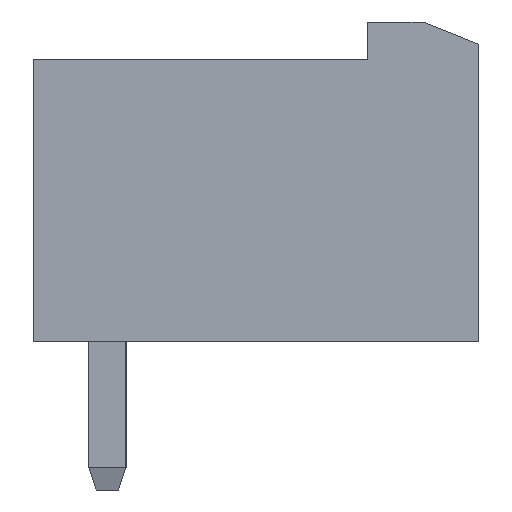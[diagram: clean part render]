
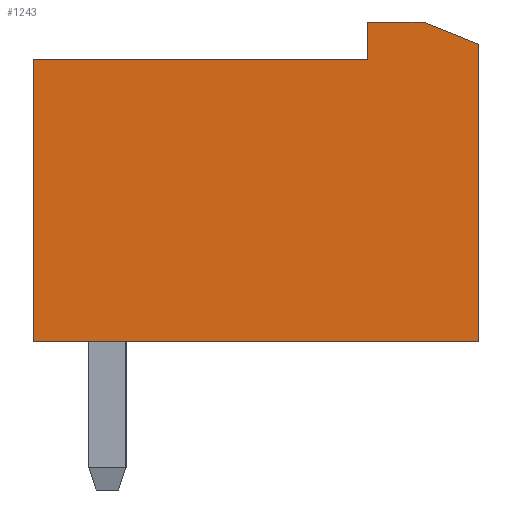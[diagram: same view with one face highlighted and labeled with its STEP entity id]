
A CAD part, left-side view. The second image highlights one B-rep face of the part: STEP entity #1243.
In plain terms, the highlighted planar face has unit normal (-1, 0, 0).
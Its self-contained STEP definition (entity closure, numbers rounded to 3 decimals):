
#22 = VERTEX_POINT('',#23);
#23 = CARTESIAN_POINT('',(-3.54,2.,7.6));
#32 = PLANE('',#33);
#33 = AXIS2_PLACEMENT_3D('',#34,#35,#36);
#34 = CARTESIAN_POINT('',(-3.54,2.,7.6));
#35 = DIRECTION('',(0.,1.,0.));
#36 = DIRECTION('',(0.,0.,-1.));
#44 = PLANE('',#45);
#45 = AXIS2_PLACEMENT_3D('',#46,#47,#48);
#46 = CARTESIAN_POINT('',(-3.54,-7.,7.6));
#47 = DIRECTION('',(0.,0.,1.));
#48 = DIRECTION('',(0.,1.,0.));
#85 = VERTEX_POINT('',#86);
#86 = CARTESIAN_POINT('',(-3.54,2.,0.));
#100 = PLANE('',#101);
#101 = AXIS2_PLACEMENT_3D('',#102,#103,#104);
#102 = CARTESIAN_POINT('',(-3.54,2.,0.));
#103 = DIRECTION('',(0.,0.,-1.));
#104 = DIRECTION('',(0.,-1.,0.));
#112 = EDGE_CURVE('',#22,#85,#113,.T.);
#113 = SURFACE_CURVE('',#114,(#118,#125),.PCURVE_S1.);
#114 = LINE('',#115,#116);
#115 = CARTESIAN_POINT('',(-3.54,2.,7.6));
#116 = VECTOR('',#117,1.);
#117 = DIRECTION('',(0.,0.,-1.));
#118 = PCURVE('',#32,#119);
#119 = DEFINITIONAL_REPRESENTATION('',(#120),#124);
#120 = LINE('',#121,#122);
#121 = CARTESIAN_POINT('',(0.,0.));
#122 = VECTOR('',#123,1.);
#123 = DIRECTION('',(1.,0.));
#124 = ( GEOMETRIC_REPRESENTATION_CONTEXT(2)
PARAMETRIC_REPRESENTATION_CONTEXT() REPRESENTATION_CONTEXT('2D SPACE',''
) );
#125 = PCURVE('',#126,#131);
#126 = PLANE('',#127);
#127 = AXIS2_PLACEMENT_3D('',#128,#129,#130);
#128 = CARTESIAN_POINT('',(-3.54,2.,7.6));
#129 = DIRECTION('',(1.,0.,0.));
#130 = DIRECTION('',(0.,-1.,0.));
#131 = DEFINITIONAL_REPRESENTATION('',(#132),#136);
#132 = LINE('',#133,#134);
#133 = CARTESIAN_POINT('',(0.,0.));
#134 = VECTOR('',#135,1.);
#135 = DIRECTION('',(0.,1.));
#136 = ( GEOMETRIC_REPRESENTATION_CONTEXT(2)
PARAMETRIC_REPRESENTATION_CONTEXT() REPRESENTATION_CONTEXT('2D SPACE',''
) );
#142 = VERTEX_POINT('',#143);
#143 = CARTESIAN_POINT('',(-3.54,-7.,7.6));
#159 = PLANE('',#160);
#160 = AXIS2_PLACEMENT_3D('',#161,#162,#163);
#161 = CARTESIAN_POINT('',(-3.54,-7.,8.6));
#162 = DIRECTION('',(0.,1.,0.));
#163 = DIRECTION('',(0.,0.,-1.));
#193 = EDGE_CURVE('',#142,#22,#194,.T.);
#194 = SURFACE_CURVE('',#195,(#199,#206),.PCURVE_S1.);
#195 = LINE('',#196,#197);
#196 = CARTESIAN_POINT('',(-3.54,-7.,7.6));
#197 = VECTOR('',#198,1.);
#198 = DIRECTION('',(0.,1.,0.));
#199 = PCURVE('',#44,#200);
#200 = DEFINITIONAL_REPRESENTATION('',(#201),#205);
#201 = LINE('',#202,#203);
#202 = CARTESIAN_POINT('',(0.,0.));
#203 = VECTOR('',#204,1.);
#204 = DIRECTION('',(1.,0.));
#205 = ( GEOMETRIC_REPRESENTATION_CONTEXT(2)
PARAMETRIC_REPRESENTATION_CONTEXT() REPRESENTATION_CONTEXT('2D SPACE',''
) );
#206 = PCURVE('',#126,#207);
#207 = DEFINITIONAL_REPRESENTATION('',(#208),#212);
#208 = LINE('',#209,#210);
#209 = CARTESIAN_POINT('',(9.,0.));
#210 = VECTOR('',#211,1.);
#211 = DIRECTION('',(-1.,0.));
#212 = ( GEOMETRIC_REPRESENTATION_CONTEXT(2)
PARAMETRIC_REPRESENTATION_CONTEXT() REPRESENTATION_CONTEXT('2D SPACE',''
) );
#242 = VERTEX_POINT('',#243);
#243 = CARTESIAN_POINT('',(-3.54,-10.,0.));
#257 = PLANE('',#258);
#258 = AXIS2_PLACEMENT_3D('',#259,#260,#261);
#259 = CARTESIAN_POINT('',(-3.54,-10.,0.));
#260 = DIRECTION('',(0.,-1.,0.));
#261 = DIRECTION('',(0.,0.,1.));
#269 = EDGE_CURVE('',#85,#242,#270,.T.);
#270 = SURFACE_CURVE('',#271,(#275,#282),.PCURVE_S1.);
#271 = LINE('',#272,#273);
#272 = CARTESIAN_POINT('',(-3.54,2.,0.));
#273 = VECTOR('',#274,1.);
#274 = DIRECTION('',(0.,-1.,0.));
#275 = PCURVE('',#100,#276);
#276 = DEFINITIONAL_REPRESENTATION('',(#277),#281);
#277 = LINE('',#278,#279);
#278 = CARTESIAN_POINT('',(0.,0.));
#279 = VECTOR('',#280,1.);
#280 = DIRECTION('',(1.,0.));
#281 = ( GEOMETRIC_REPRESENTATION_CONTEXT(2)
PARAMETRIC_REPRESENTATION_CONTEXT() REPRESENTATION_CONTEXT('2D SPACE',''
) );
#282 = PCURVE('',#126,#283);
#283 = DEFINITIONAL_REPRESENTATION('',(#284),#288);
#284 = LINE('',#285,#286);
#285 = CARTESIAN_POINT('',(0.,7.6));
#286 = VECTOR('',#287,1.);
#287 = DIRECTION('',(1.,0.));
#288 = ( GEOMETRIC_REPRESENTATION_CONTEXT(2)
PARAMETRIC_REPRESENTATION_CONTEXT() REPRESENTATION_CONTEXT('2D SPACE',''
) );
#1243 = ADVANCED_FACE('',(#1244),#126,.F.);
#1244 = FACE_BOUND('',#1245,.T.);
#1245 = EDGE_LOOP('',(#1246,#1247,#1248,#1271,#1299,#1327,#1348));
#1246 = ORIENTED_EDGE('',*,*,#112,.T.);
#1247 = ORIENTED_EDGE('',*,*,#269,.T.);
#1248 = ORIENTED_EDGE('',*,*,#1249,.T.);
#1249 = EDGE_CURVE('',#242,#1250,#1252,.T.);
#1250 = VERTEX_POINT('',#1251);
#1251 = CARTESIAN_POINT('',(-3.54,-10.,8.));
#1252 = SURFACE_CURVE('',#1253,(#1257,#1264),.PCURVE_S1.);
#1253 = LINE('',#1254,#1255);
#1254 = CARTESIAN_POINT('',(-3.54,-10.,0.));
#1255 = VECTOR('',#1256,1.);
#1256 = DIRECTION('',(0.,0.,1.));
#1257 = PCURVE('',#126,#1258);
#1258 = DEFINITIONAL_REPRESENTATION('',(#1259),#1263);
#1259 = LINE('',#1260,#1261);
#1260 = CARTESIAN_POINT('',(12.,7.6));
#1261 = VECTOR('',#1262,1.);
#1262 = DIRECTION('',(0.,-1.));
#1263 = ( GEOMETRIC_REPRESENTATION_CONTEXT(2)
PARAMETRIC_REPRESENTATION_CONTEXT() REPRESENTATION_CONTEXT('2D SPACE',''
) );
#1264 = PCURVE('',#257,#1265);
#1265 = DEFINITIONAL_REPRESENTATION('',(#1266),#1270);
#1266 = LINE('',#1267,#1268);
#1267 = CARTESIAN_POINT('',(0.,0.));
#1268 = VECTOR('',#1269,1.);
#1269 = DIRECTION('',(1.,0.));
#1270 = ( GEOMETRIC_REPRESENTATION_CONTEXT(2)
PARAMETRIC_REPRESENTATION_CONTEXT() REPRESENTATION_CONTEXT('2D SPACE',''
) );
#1271 = ORIENTED_EDGE('',*,*,#1272,.T.);
#1272 = EDGE_CURVE('',#1250,#1273,#1275,.T.);
#1273 = VERTEX_POINT('',#1274);
#1274 = CARTESIAN_POINT('',(-3.54,-8.5,8.6));
#1275 = SURFACE_CURVE('',#1276,(#1280,#1287),.PCURVE_S1.);
#1276 = LINE('',#1277,#1278);
#1277 = CARTESIAN_POINT('',(-3.54,-10.,8.));
#1278 = VECTOR('',#1279,1.);
#1279 = DIRECTION('',(0.,0.928,0.371));
#1280 = PCURVE('',#126,#1281);
#1281 = DEFINITIONAL_REPRESENTATION('',(#1282),#1286);
#1282 = LINE('',#1283,#1284);
#1283 = CARTESIAN_POINT('',(12.,-0.4));
#1284 = VECTOR('',#1285,1.);
#1285 = DIRECTION('',(-0.928,-0.371));
#1286 = ( GEOMETRIC_REPRESENTATION_CONTEXT(2)
PARAMETRIC_REPRESENTATION_CONTEXT() REPRESENTATION_CONTEXT('2D SPACE',''
) );
#1287 = PCURVE('',#1288,#1293);
#1288 = PLANE('',#1289);
#1289 = AXIS2_PLACEMENT_3D('',#1290,#1291,#1292);
#1290 = CARTESIAN_POINT('',(-3.54,-10.,8.));
#1291 = DIRECTION('',(0.,-0.371,0.928));
#1292 = DIRECTION('',(0.,0.928,0.371));
#1293 = DEFINITIONAL_REPRESENTATION('',(#1294),#1298);
#1294 = LINE('',#1295,#1296);
#1295 = CARTESIAN_POINT('',(0.,0.));
#1296 = VECTOR('',#1297,1.);
#1297 = DIRECTION('',(1.,0.));
#1298 = ( GEOMETRIC_REPRESENTATION_CONTEXT(2)
PARAMETRIC_REPRESENTATION_CONTEXT() REPRESENTATION_CONTEXT('2D SPACE',''
) );
#1299 = ORIENTED_EDGE('',*,*,#1300,.T.);
#1300 = EDGE_CURVE('',#1273,#1301,#1303,.T.);
#1301 = VERTEX_POINT('',#1302);
#1302 = CARTESIAN_POINT('',(-3.54,-7.,8.6));
#1303 = SURFACE_CURVE('',#1304,(#1308,#1315),.PCURVE_S1.);
#1304 = LINE('',#1305,#1306);
#1305 = CARTESIAN_POINT('',(-3.54,-8.5,8.6));
#1306 = VECTOR('',#1307,1.);
#1307 = DIRECTION('',(0.,1.,0.));
#1308 = PCURVE('',#126,#1309);
#1309 = DEFINITIONAL_REPRESENTATION('',(#1310),#1314);
#1310 = LINE('',#1311,#1312);
#1311 = CARTESIAN_POINT('',(10.5,-1.));
#1312 = VECTOR('',#1313,1.);
#1313 = DIRECTION('',(-1.,0.));
#1314 = ( GEOMETRIC_REPRESENTATION_CONTEXT(2)
PARAMETRIC_REPRESENTATION_CONTEXT() REPRESENTATION_CONTEXT('2D SPACE',''
) );
#1315 = PCURVE('',#1316,#1321);
#1316 = PLANE('',#1317);
#1317 = AXIS2_PLACEMENT_3D('',#1318,#1319,#1320);
#1318 = CARTESIAN_POINT('',(-3.54,-8.5,8.6));
#1319 = DIRECTION('',(0.,0.,1.));
#1320 = DIRECTION('',(0.,1.,0.));
#1321 = DEFINITIONAL_REPRESENTATION('',(#1322),#1326);
#1322 = LINE('',#1323,#1324);
#1323 = CARTESIAN_POINT('',(0.,0.));
#1324 = VECTOR('',#1325,1.);
#1325 = DIRECTION('',(1.,0.));
#1326 = ( GEOMETRIC_REPRESENTATION_CONTEXT(2)
PARAMETRIC_REPRESENTATION_CONTEXT() REPRESENTATION_CONTEXT('2D SPACE',''
) );
#1327 = ORIENTED_EDGE('',*,*,#1328,.T.);
#1328 = EDGE_CURVE('',#1301,#142,#1329,.T.);
#1329 = SURFACE_CURVE('',#1330,(#1334,#1341),.PCURVE_S1.);
#1330 = LINE('',#1331,#1332);
#1331 = CARTESIAN_POINT('',(-3.54,-7.,8.6));
#1332 = VECTOR('',#1333,1.);
#1333 = DIRECTION('',(0.,0.,-1.));
#1334 = PCURVE('',#126,#1335);
#1335 = DEFINITIONAL_REPRESENTATION('',(#1336),#1340);
#1336 = LINE('',#1337,#1338);
#1337 = CARTESIAN_POINT('',(9.,-1.));
#1338 = VECTOR('',#1339,1.);
#1339 = DIRECTION('',(0.,1.));
#1340 = ( GEOMETRIC_REPRESENTATION_CONTEXT(2)
PARAMETRIC_REPRESENTATION_CONTEXT() REPRESENTATION_CONTEXT('2D SPACE',''
) );
#1341 = PCURVE('',#159,#1342);
#1342 = DEFINITIONAL_REPRESENTATION('',(#1343),#1347);
#1343 = LINE('',#1344,#1345);
#1344 = CARTESIAN_POINT('',(0.,0.));
#1345 = VECTOR('',#1346,1.);
#1346 = DIRECTION('',(1.,0.));
#1347 = ( GEOMETRIC_REPRESENTATION_CONTEXT(2)
PARAMETRIC_REPRESENTATION_CONTEXT() REPRESENTATION_CONTEXT('2D SPACE',''
) );
#1348 = ORIENTED_EDGE('',*,*,#193,.T.);
